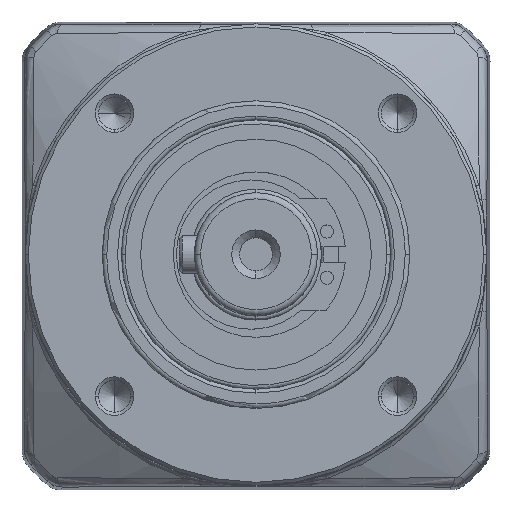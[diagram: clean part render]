
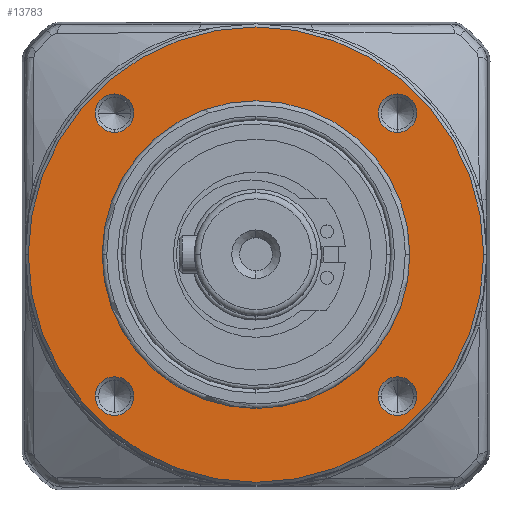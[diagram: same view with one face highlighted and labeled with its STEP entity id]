
A CAD part, top view. The second image highlights one B-rep face of the part: STEP entity #13783.
In plain terms, the highlighted planar face has unit normal (0, 0, 1).
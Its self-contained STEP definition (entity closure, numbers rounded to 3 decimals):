
#85 = VERTEX_POINT ( 'NONE', #16164 ) ;
#456 = ORIENTED_EDGE ( 'NONE', *, *, #14833, .T. ) ;
#517 = DIRECTION ( 'NONE',  ( -1., 0., 0. ) ) ;
#531 = ORIENTED_EDGE ( 'NONE', *, *, #17244, .T. ) ;
#612 = DIRECTION ( 'NONE',  ( 0., 0., -1. ) ) ;
#649 = CARTESIAN_POINT ( 'NONE',  ( 0., 0., 25.5 ) ) ;
#1071 = EDGE_CURVE ( 'NONE', #22438, #15658, #21382, .T. ) ;
#1326 = EDGE_CURVE ( 'NONE', #10162, #4911, #15932, .T. ) ;
#1445 = EDGE_CURVE ( 'NONE', #17685, #3830, #2009, .T. ) ;
#1573 = CIRCLE ( 'NONE', #5773, 2.5 ) ;
#2009 = CIRCLE ( 'NONE', #12267, 2.5 ) ;
#2177 = EDGE_LOOP ( 'NONE', ( #27490, #24407 ) ) ;
#2204 = CIRCLE ( 'NONE', #14716, 2.5 ) ;
#2267 = DIRECTION ( 'NONE',  ( 0., -1., 0. ) ) ;
#2292 = DIRECTION ( 'NONE',  ( 0., 0., -1. ) ) ;
#2328 = CARTESIAN_POINT ( 'NONE',  ( 18.385, 18.385, 25.5 ) ) ;
#2580 = AXIS2_PLACEMENT_3D ( 'NONE', #25569, #25562, #25534 ) ;
#2911 = EDGE_CURVE ( 'NONE', #20219, #22467, #20004, .T. ) ;
#3174 = CARTESIAN_POINT ( 'NONE',  ( -29.6, 0., 25.5 ) ) ;
#3424 = EDGE_LOOP ( 'NONE', ( #25884, #23122 ) ) ;
#3648 = VERTEX_POINT ( 'NONE', #19994 ) ;
#3812 = ORIENTED_EDGE ( 'NONE', *, *, #24322, .T. ) ;
#3830 = VERTEX_POINT ( 'NONE', #17621 ) ;
#3924 = CARTESIAN_POINT ( 'NONE',  ( 18.385, 20.885, 25.5 ) ) ;
#4521 = DIRECTION ( 'NONE',  ( 0., 0., -1. ) ) ;
#4598 = CARTESIAN_POINT ( 'NONE',  ( 18.385, -18.385, 25.5 ) ) ;
#4652 = ORIENTED_EDGE ( 'NONE', *, *, #1071, .T. ) ;
#4777 = CARTESIAN_POINT ( 'NONE',  ( 29.6, 0., 25.5 ) ) ;
#4911 = VERTEX_POINT ( 'NONE', #4777 ) ;
#5165 = DIRECTION ( 'NONE',  ( 1., 0., 0. ) ) ;
#5169 = DIRECTION ( 'NONE',  ( 0., 0., -1. ) ) ;
#5194 = CARTESIAN_POINT ( 'NONE',  ( 18.385, -18.385, 25.5 ) ) ;
#5640 = CIRCLE ( 'NONE', #2580, 29.6 ) ;
#5773 = AXIS2_PLACEMENT_3D ( 'NONE', #17793, #4521, #19997 ) ;
#6183 = CARTESIAN_POINT ( 'NONE',  ( 20., 0., 25.5 ) ) ;
#6213 = DIRECTION ( 'NONE',  ( 1., 0., 0. ) ) ;
#6235 = DIRECTION ( 'NONE',  ( 0., 0., 1. ) ) ;
#6322 = AXIS2_PLACEMENT_3D ( 'NONE', #24224, #24206, #24195 ) ;
#6396 = ORIENTED_EDGE ( 'NONE', *, *, #1326, .F. ) ;
#6400 = PLANE ( 'NONE',  #15602 ) ;
#6459 = CARTESIAN_POINT ( 'NONE',  ( 0., 0., 25.5 ) ) ;
#6467 = DIRECTION ( 'NONE',  ( 0., 0., -1. ) ) ;
#6810 = DIRECTION ( 'NONE',  ( 1., 0., 0. ) ) ;
#8661 = EDGE_LOOP ( 'NONE', ( #456, #4652 ) ) ;
#9570 = CIRCLE ( 'NONE', #17336, 2.5 ) ;
#9866 = CARTESIAN_POINT ( 'NONE',  ( -20., 0., 25.5 ) ) ;
#10162 = VERTEX_POINT ( 'NONE', #3174 ) ;
#10825 = CARTESIAN_POINT ( 'NONE',  ( 18.385, 15.885, 25.5 ) ) ;
#10846 = DIRECTION ( 'NONE',  ( 1., 0., 0. ) ) ;
#10870 = DIRECTION ( 'NONE',  ( 0., 0., -1. ) ) ;
#10875 = CARTESIAN_POINT ( 'NONE',  ( -18.385, -18.385, 25.5 ) ) ;
#11319 = FACE_BOUND ( 'NONE', #3424, .T. ) ;
#11482 = FACE_OUTER_BOUND ( 'NONE', #25175, .T. ) ;
#11556 = FACE_BOUND ( 'NONE', #2177, .T. ) ;
#11559 = FACE_BOUND ( 'NONE', #24553, .T. ) ;
#11582 = FACE_BOUND ( 'NONE', #12137, .T. ) ;
#11737 = FACE_BOUND ( 'NONE', #8661, .T. ) ;
#12137 = EDGE_LOOP ( 'NONE', ( #3812, #531 ) ) ;
#12267 = AXIS2_PLACEMENT_3D ( 'NONE', #22986, #22956, #22952 ) ;
#12374 = EDGE_CURVE ( 'NONE', #4911, #10162, #5640, .T. ) ;
#13783 = ADVANCED_FACE ( 'NONE', ( #11582, #11319, #11556, #11559, #11482, #11737 ), #6400, .T. ) ;
#13948 = AXIS2_PLACEMENT_3D ( 'NONE', #649, #612, #517 ) ;
#14114 = CARTESIAN_POINT ( 'NONE',  ( 15.885, -18.385, 25.5 ) ) ;
#14716 = AXIS2_PLACEMENT_3D ( 'NONE', #19744, #6467, #21883 ) ;
#14833 = EDGE_CURVE ( 'NONE', #15658, #22438, #16267, .T. ) ;
#15476 = CIRCLE ( 'NONE', #17540, 2.5 ) ;
#15602 = AXIS2_PLACEMENT_3D ( 'NONE', #6459, #6235, #6213 ) ;
#15658 = VERTEX_POINT ( 'NONE', #9866 ) ;
#15932 = CIRCLE ( 'NONE', #6322, 29.6 ) ;
#16164 = CARTESIAN_POINT ( 'NONE',  ( -18.385, 20.885, 25.5 ) ) ;
#16267 = CIRCLE ( 'NONE', #13948, 20. ) ;
#16473 = ORIENTED_EDGE ( 'NONE', *, *, #2911, .T. ) ;
#16538 = ORIENTED_EDGE ( 'NONE', *, *, #12374, .F. ) ;
#16871 = EDGE_CURVE ( 'NONE', #3830, #17685, #23545, .T. ) ;
#17244 = EDGE_CURVE ( 'NONE', #24785, #3648, #24801, .T. ) ;
#17336 = AXIS2_PLACEMENT_3D ( 'NONE', #4598, #20071, #6810 ) ;
#17540 = AXIS2_PLACEMENT_3D ( 'NONE', #22055, #22029, #22000 ) ;
#17621 = CARTESIAN_POINT ( 'NONE',  ( -20.885, -18.385, 25.5 ) ) ;
#17685 = VERTEX_POINT ( 'NONE', #23685 ) ;
#17793 = CARTESIAN_POINT ( 'NONE',  ( -18.385, 18.385, 25.5 ) ) ;
#18981 = AXIS2_PLACEMENT_3D ( 'NONE', #10875, #10870, #10846 ) ;
#19556 = EDGE_CURVE ( 'NONE', #85, #27182, #15476, .T. ) ;
#19744 = CARTESIAN_POINT ( 'NONE',  ( 18.385, 18.385, 25.5 ) ) ;
#19890 = AXIS2_PLACEMENT_3D ( 'NONE', #5194, #5169, #5165 ) ;
#19994 = CARTESIAN_POINT ( 'NONE',  ( 20.885, -18.385, 25.5 ) ) ;
#19997 = DIRECTION ( 'NONE',  ( 0., -1., 0. ) ) ;
#20004 = CIRCLE ( 'NONE', #26587, 2.5 ) ;
#20071 = DIRECTION ( 'NONE',  ( 0., 0., -1. ) ) ;
#20219 = VERTEX_POINT ( 'NONE', #3924 ) ;
#20503 = CARTESIAN_POINT ( 'NONE',  ( -18.385, 15.885, 25.5 ) ) ;
#21382 = CIRCLE ( 'NONE', #25011, 20. ) ;
#21883 = DIRECTION ( 'NONE',  ( 0., -1., 0. ) ) ;
#22000 = DIRECTION ( 'NONE',  ( 0., -1., 0. ) ) ;
#22029 = DIRECTION ( 'NONE',  ( 0., 0., -1. ) ) ;
#22055 = CARTESIAN_POINT ( 'NONE',  ( -18.385, 18.385, 25.5 ) ) ;
#22337 = EDGE_CURVE ( 'NONE', #27182, #85, #1573, .T. ) ;
#22438 = VERTEX_POINT ( 'NONE', #6183 ) ;
#22467 = VERTEX_POINT ( 'NONE', #10825 ) ;
#22493 = EDGE_CURVE ( 'NONE', #22467, #20219, #2204, .T. ) ;
#22952 = DIRECTION ( 'NONE',  ( 1., 0., 0. ) ) ;
#22956 = DIRECTION ( 'NONE',  ( 0., 0., -1. ) ) ;
#22986 = CARTESIAN_POINT ( 'NONE',  ( -18.385, -18.385, 25.5 ) ) ;
#23122 = ORIENTED_EDGE ( 'NONE', *, *, #16871, .T. ) ;
#23545 = CIRCLE ( 'NONE', #18981, 2.5 ) ;
#23685 = CARTESIAN_POINT ( 'NONE',  ( -15.885, -18.385, 25.5 ) ) ;
#24195 = DIRECTION ( 'NONE',  ( -1., 0., 0. ) ) ;
#24206 = DIRECTION ( 'NONE',  ( 0., 0., -1. ) ) ;
#24224 = CARTESIAN_POINT ( 'NONE',  ( 0., 0., 25.5 ) ) ;
#24322 = EDGE_CURVE ( 'NONE', #3648, #24785, #9570, .T. ) ;
#24407 = ORIENTED_EDGE ( 'NONE', *, *, #19556, .T. ) ;
#24553 = EDGE_LOOP ( 'NONE', ( #26389, #16473 ) ) ;
#24785 = VERTEX_POINT ( 'NONE', #14114 ) ;
#24801 = CIRCLE ( 'NONE', #19890, 2.5 ) ;
#25011 = AXIS2_PLACEMENT_3D ( 'NONE', #26995, #26972, #26965 ) ;
#25175 = EDGE_LOOP ( 'NONE', ( #6396, #16538 ) ) ;
#25534 = DIRECTION ( 'NONE',  ( -1., 0., 0. ) ) ;
#25562 = DIRECTION ( 'NONE',  ( 0., 0., -1. ) ) ;
#25569 = CARTESIAN_POINT ( 'NONE',  ( 0., 0., 25.5 ) ) ;
#25884 = ORIENTED_EDGE ( 'NONE', *, *, #1445, .T. ) ;
#26389 = ORIENTED_EDGE ( 'NONE', *, *, #22493, .T. ) ;
#26587 = AXIS2_PLACEMENT_3D ( 'NONE', #2328, #2292, #2267 ) ;
#26965 = DIRECTION ( 'NONE',  ( -1., 0., 0. ) ) ;
#26972 = DIRECTION ( 'NONE',  ( 0., 0., -1. ) ) ;
#26995 = CARTESIAN_POINT ( 'NONE',  ( 0., 0., 25.5 ) ) ;
#27182 = VERTEX_POINT ( 'NONE', #20503 ) ;
#27490 = ORIENTED_EDGE ( 'NONE', *, *, #22337, .T. ) ;
